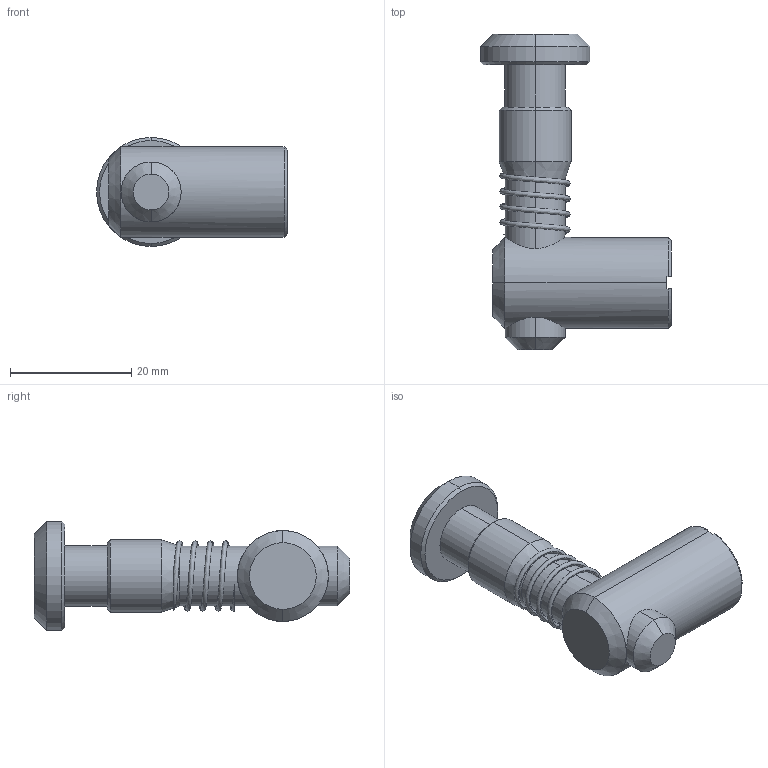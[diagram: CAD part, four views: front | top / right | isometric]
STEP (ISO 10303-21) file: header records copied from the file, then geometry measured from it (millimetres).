
FILE_DESCRIPTION (( 'STEP AP203' ), '1' );
FILE_NAME ('3.11.45.01.STEP', '2014-06-24T04:44:46', ( 'USER' ), ( 'Microsoft' ), 'SwSTEP 2.0', 'SolidWorks 2012', '' );
FILE_SCHEMA (( 'CONFIG_CONTROL_DESIGN' ));
Length unit declared in the file: millimetre
Products named in the file (1): 3.11.45.01
Bounding box: 31.5 x 52 x 18 mm (x, y, z)
Surface area: 4918.9 mm2 (no closed solid volume)
Topology: 0 solids, 4 shells, 50 faces, 123 edges, 79 vertices
Faces by surface type: cone 18, plane 16, cylinder 14, bspline 2
Entity records: 3461 total; most frequent: CARTESIAN_POINT 2227, DIRECTION 241, ORIENTED_EDGE 234, EDGE_CURVE 121, AXIS2_PLACEMENT_3D 95, VERTEX_POINT 79, EDGE_LOOP 56, VECTOR 51
